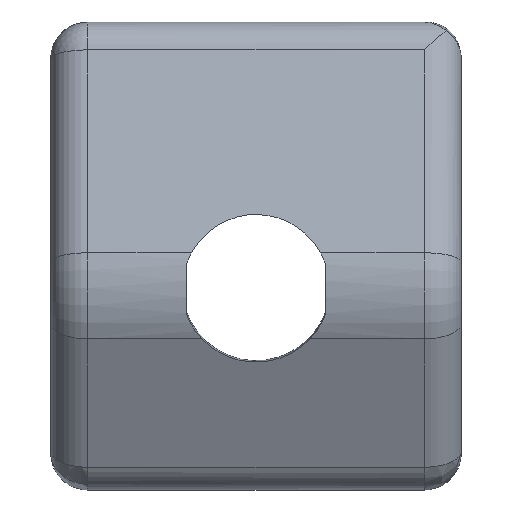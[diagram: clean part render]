
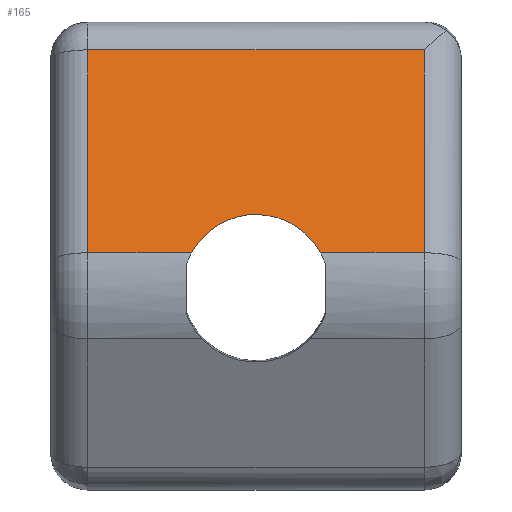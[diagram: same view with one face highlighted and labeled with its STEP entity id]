
A CAD part, top view. The second image highlights one B-rep face of the part: STEP entity #165.
In plain terms, the highlighted planar face has unit normal (0, 0.253, 0.968).
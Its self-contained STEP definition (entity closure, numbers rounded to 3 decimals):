
#165=ADVANCED_FACE('NONE',(#330),#331,.T.);
#330=FACE_OUTER_BOUND('',#2163,.T.);
#331=PLANE('',#2164);
#2163=EDGE_LOOP('',(#2553,#2554,#2555,#2556,#2557,#2558));
#2164=AXIS2_PLACEMENT_3D('',#2559,#2560,#2561);
#2553=ORIENTED_EDGE('',*,*,#2777,.T.);
#2554=ORIENTED_EDGE('',*,*,#2679,.T.);
#2555=ORIENTED_EDGE('',*,*,#2743,.T.);
#2556=ORIENTED_EDGE('',*,*,#2775,.T.);
#2557=ORIENTED_EDGE('',*,*,#2778,.T.);
#2558=ORIENTED_EDGE('',*,*,#2654,.T.);
#2559=CARTESIAN_POINT('',(29.01,46.552,0.301));
#2560=DIRECTION('',(0.,0.252,0.968));
#2561=DIRECTION('',(-1.,0.,0.));
#2654=EDGE_CURVE('NONE',#2863,#2864,#2865,.T.);
#2679=EDGE_CURVE('NONE',#2903,#2900,#2904,.T.);
#2743=EDGE_CURVE('NONE',#2900,#2833,#2990,.T.);
#2775=EDGE_CURVE('NONE',#2833,#3002,#3026,.T.);
#2777=EDGE_CURVE('NONE',#2864,#2903,#3028,.T.);
#2778=EDGE_CURVE('NONE',#3002,#2863,#3029,.T.);
#2833=VERTEX_POINT('NONE',#3198);
#2863=VERTEX_POINT('NONE',#3318);
#2864=VERTEX_POINT('NONE',#3319);
#2865=ELLIPSE('',#3320,9.411,9.);
#2900=VERTEX_POINT('NONE',#3410);
#2903=VERTEX_POINT('NONE',#3413);
#2904=LINE('',#3414,#3415);
#2990=LINE('',#3599,#3600);
#3002=VERTEX_POINT('NONE',#3614);
#3026=LINE('',#3667,#3668);
#3028=LINE('',#3670,#3671);
#3029=LINE('',#3672,#3673);
#3198=CARTESIAN_POINT('',(-16.49,46.552,0.301));
#3318=CARTESIAN_POINT('',(-3.849,21.833,6.751));
#3319=CARTESIAN_POINT('',(11.869,21.833,6.751));
#3320=AXIS2_PLACEMENT_3D('',#3731,#3732,#3733);
#3410=CARTESIAN_POINT('',(24.51,46.552,0.301));
#3413=CARTESIAN_POINT('',(24.51,21.833,6.751));
#3414=CARTESIAN_POINT('',(24.51,45.221,0.648));
#3415=VECTOR('',#3762,1.);
#3599=CARTESIAN_POINT('',(29.01,46.552,0.301));
#3600=VECTOR('',#3849,1.);
#3614=CARTESIAN_POINT('',(-16.49,21.833,6.751));
#3667=CARTESIAN_POINT('',(-16.49,46.552,0.301));
#3668=VECTOR('',#3880,1.);
#3670=CARTESIAN_POINT('',(29.01,21.833,6.751));
#3671=VECTOR('',#3881,1.);
#3672=CARTESIAN_POINT('',(29.01,21.833,6.751));
#3673=VECTOR('',#3882,1.);
#3731=CARTESIAN_POINT('',(4.01,17.396,7.909));
#3732=DIRECTION('',(0.,-0.252,-0.968));
#3733=DIRECTION('',(0.,0.968,-0.252));
#3762=DIRECTION('',(0.,0.968,-0.252));
#3849=DIRECTION('',(-1.,0.,0.));
#3880=DIRECTION('',(0.,-0.968,0.252));
#3881=DIRECTION('',(1.,0.,0.));
#3882=DIRECTION('',(1.,0.,0.));
